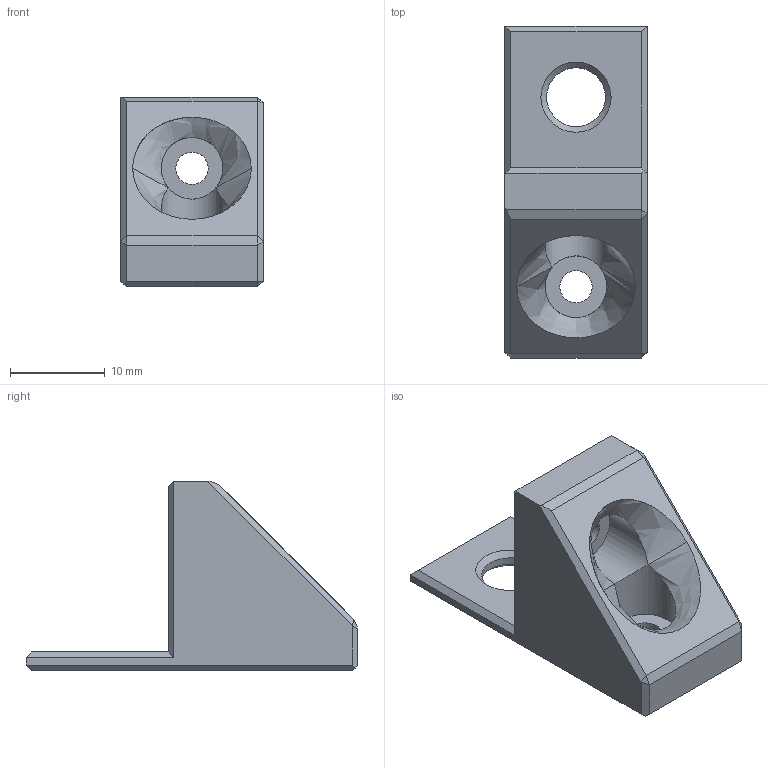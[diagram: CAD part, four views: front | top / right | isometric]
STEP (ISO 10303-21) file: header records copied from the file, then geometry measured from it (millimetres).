
FILE_DESCRIPTION(/* description */ ('','CAx-IF Rec.Pracs.---Representation and Presentation of Product Manufacturing Information (PMI)---4.0---2014-10-13'),/* implementation_level */ '2;1');
FILE_NAME(/* name */ 'top_hat_brace_with_offset.step',/* time_stamp */ '2025-02-08T09:33:09-06:00',/* author */ (''),/* organization */ (''),/* preprocessor_version */ 'ST-DEVELOPER v20',/* originating_system */ 'Autodesk Translation Framework v13.20.0.188',/* authorisation */ '');
FILE_SCHEMA (('AP242_MANAGED_MODEL_BASED_3D_ENGINEERING_MIM_LF { 1 0 10303 442 1 1 4 }'));
Length unit declared in the file: millimetre
Products named in the file (2): (Unsaved); top hat brace with offset
Assembly tree (1 placements, depth 2):
  (Unsaved)
    top hat brace with offset
Bounding box: 15 x 35 x 20 mm (x, y, z)
Volume: 3972 mm3; surface area: 2290.2 mm2
Topology: 1 solids, 1 shells, 43 faces, 95 edges, 55 vertices
Faces by surface type: plane 32, cylinder 5, cone 4, bspline 2
Full cylindrical faces by diameter (mm): 3.4 x2, 6.2 x1, 6.5 x2
Entity records: 1412 total; most frequent: CARTESIAN_POINT 421, ORIENTED_EDGE 190, DIRECTION 189, EDGE_CURVE 95, LINE 75, VECTOR 75, AXIS2_PLACEMENT_3D 57, VERTEX_POINT 55
